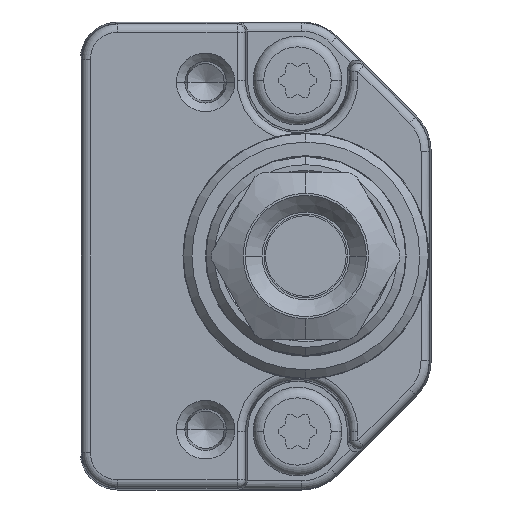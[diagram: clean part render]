
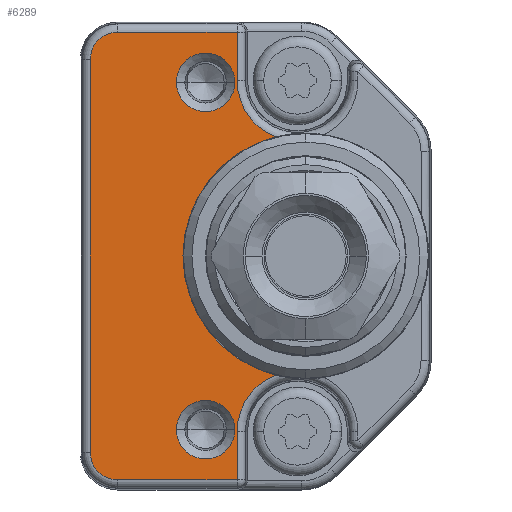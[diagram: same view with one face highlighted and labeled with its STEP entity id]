
A CAD part, left-side view. The second image highlights one B-rep face of the part: STEP entity #6289.
In plain terms, the highlighted planar face has unit normal (-1, 0, 0).
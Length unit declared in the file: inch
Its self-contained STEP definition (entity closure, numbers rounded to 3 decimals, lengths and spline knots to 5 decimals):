
#290=DIRECTION('',(0.,0.,1.));
#291=VECTOR('',#290,0.11399);
#292=CARTESIAN_POINT('',(-0.49213,0.45723,
-0.52737));
#293=LINE('',#292,#291);
#294=DIRECTION('',(0.,-1.,0.));
#295=VECTOR('',#294,0.28096);
#296=CARTESIAN_POINT('',(-0.49213,0.73819,
-0.52737));
#297=LINE('',#296,#295);
#298=CARTESIAN_POINT('',(-0.49213,0.73819,
-0.4626));
#299=DIRECTION('',(-1.,0.,0.));
#300=DIRECTION('',(0.,1.,0.));
#301=AXIS2_PLACEMENT_3D('',#298,#299,#300);
#303=DIRECTION('',(0.,0.,-1.));
#304=VECTOR('',#303,0.9252);
#305=CARTESIAN_POINT('',(-0.49213,0.80296,
0.4626));
#306=LINE('',#305,#304);
#307=CARTESIAN_POINT('',(-0.49213,0.73819,
0.4626));
#308=DIRECTION('',(-1.,0.,0.));
#309=DIRECTION('',(0.,0.,1.));
#310=AXIS2_PLACEMENT_3D('',#307,#308,#309);
#312=DIRECTION('',(0.,1.,0.));
#313=VECTOR('',#312,0.28096);
#314=CARTESIAN_POINT('',(-0.49213,0.45723,
0.52737));
#315=LINE('',#314,#313);
#316=DIRECTION('',(0.,0.,1.));
#317=VECTOR('',#316,0.11399);
#318=CARTESIAN_POINT('',(-0.49213,0.45723,
0.41339));
#319=LINE('',#318,#317);
#320=CARTESIAN_POINT('',(-0.49213,0.31496,
0.41339));
#321=DIRECTION('',(1.,0.,0.));
#322=DIRECTION('',(0.,0.359,-0.933));
#323=AXIS2_PLACEMENT_3D('',#320,#321,#322);
#325=CARTESIAN_POINT('',(-0.49213,0.29528,0.));
#326=DIRECTION('',(-1.,0.,0.));
#327=DIRECTION('',(0.,0.244,0.97));
#328=AXIS2_PLACEMENT_3D('',#325,#326,#327);
#330=CARTESIAN_POINT('',(-0.49213,0.31496,
-0.41339));
#331=DIRECTION('',(1.,0.,0.));
#332=DIRECTION('',(0.,1.,0.));
#333=AXIS2_PLACEMENT_3D('',#330,#331,#332);
#335=CARTESIAN_POINT('',(-0.49213,0.5315,
-0.40915));
#336=DIRECTION('',(1.,0.,0.));
#337=DIRECTION('',(0.,-1.,0.));
#338=AXIS2_PLACEMENT_3D('',#335,#336,#337);
#340=CARTESIAN_POINT('',(-0.49213,0.5315,
-0.40915));
#341=DIRECTION('',(1.,0.,0.));
#342=DIRECTION('',(0.,1.,0.));
#343=AXIS2_PLACEMENT_3D('',#340,#341,#342);
#345=CARTESIAN_POINT('',(-0.49213,0.5315,
0.40915));
#346=DIRECTION('',(1.,0.,0.));
#347=DIRECTION('',(0.,-1.,0.));
#348=AXIS2_PLACEMENT_3D('',#345,#346,#347);
#350=CARTESIAN_POINT('',(-0.49213,0.5315,
0.40915));
#351=DIRECTION('',(1.,0.,0.));
#352=DIRECTION('',(0.,1.,0.));
#353=AXIS2_PLACEMENT_3D('',#350,#351,#352);
#4978=CARTESIAN_POINT('',(-0.49213,0.80296,
-0.4626));
#4979=CARTESIAN_POINT('',(-0.49213,0.73819,
-0.52737));
#4980=VERTEX_POINT('',#4978);
#4981=VERTEX_POINT('',#4979);
#4986=CARTESIAN_POINT('',(-0.49213,0.80296,
0.4626));
#4987=VERTEX_POINT('',#4986);
#4990=CARTESIAN_POINT('',(-0.49213,0.73819,
0.52737));
#4991=VERTEX_POINT('',#4990);
#5018=CARTESIAN_POINT('',(-0.49213,0.45723,
-0.52737));
#5019=CARTESIAN_POINT('',(-0.49213,0.45723,
-0.41339));
#5020=VERTEX_POINT('',#5018);
#5021=VERTEX_POINT('',#5019);
#5043=CARTESIAN_POINT('',(-0.49213,0.366,
-0.28059));
#5044=VERTEX_POINT('',#5043);
#5059=CARTESIAN_POINT('',(-0.49213,0.45723,
0.41339));
#5060=CARTESIAN_POINT('',(-0.49213,0.45723,
0.52737));
#5061=VERTEX_POINT('',#5059);
#5062=VERTEX_POINT('',#5060);
#5083=CARTESIAN_POINT('',(-0.49213,0.366,
0.28059));
#5084=VERTEX_POINT('',#5083);
#5127=CARTESIAN_POINT('',(-0.49213,0.4626,
-0.40915));
#5128=CARTESIAN_POINT('',(-0.49213,0.60039,
-0.40915));
#5129=VERTEX_POINT('',#5127);
#5130=VERTEX_POINT('',#5128);
#5135=CARTESIAN_POINT('',(-0.49213,0.4626,
0.40915));
#5136=CARTESIAN_POINT('',(-0.49213,0.60039,
0.40915));
#5137=VERTEX_POINT('',#5135);
#5138=VERTEX_POINT('',#5136);
#6251=CARTESIAN_POINT('',(-0.49213,0.,0.));
#6252=DIRECTION('',(-1.,0.,0.));
#6253=DIRECTION('',(0.,0.,1.));
#6254=AXIS2_PLACEMENT_3D('',#6251,#6252,#6253);
#6255=PLANE('',#6254);
#6257=ORIENTED_EDGE('',*,*,#6256,.F.);
#6259=ORIENTED_EDGE('',*,*,#6258,.F.);
#6261=ORIENTED_EDGE('',*,*,#6260,.F.);
#6262=ORIENTED_EDGE('',*,*,#6241,.F.);
#6264=ORIENTED_EDGE('',*,*,#6263,.F.);
#6266=ORIENTED_EDGE('',*,*,#6265,.F.);
#6268=ORIENTED_EDGE('',*,*,#6267,.F.);
#6270=ORIENTED_EDGE('',*,*,#6269,.F.);
#6272=ORIENTED_EDGE('',*,*,#6271,.T.);
#6274=ORIENTED_EDGE('',*,*,#6273,.F.);
#6275=EDGE_LOOP('',(#6257,#6259,#6261,#6262,#6264,#6266,#6268,#6270,#6272,
#6274));
#6276=FACE_OUTER_BOUND('',#6275,.F.);
#6278=ORIENTED_EDGE('',*,*,#6277,.F.);
#6280=ORIENTED_EDGE('',*,*,#6279,.F.);
#6281=EDGE_LOOP('',(#6278,#6280));
#6282=FACE_BOUND('',#6281,.F.);
#6284=ORIENTED_EDGE('',*,*,#6283,.F.);
#6286=ORIENTED_EDGE('',*,*,#6285,.F.);
#6287=EDGE_LOOP('',(#6284,#6286));
#6288=FACE_BOUND('',#6287,.F.);
#6289=ADVANCED_FACE('',(#6276,#6282,#6288),#6255,.T.);
#302=CIRCLE('',#301,0.06477);
#311=CIRCLE('',#310,0.06477);
#324=CIRCLE('',#323,0.14227);
#329=CIRCLE('',#328,0.28937);
#334=CIRCLE('',#333,0.14227);
#339=CIRCLE('',#338,0.0689);
#344=CIRCLE('',#343,0.0689);
#349=CIRCLE('',#348,0.0689);
#354=CIRCLE('',#353,0.0689);
#6241=EDGE_CURVE('',#4987,#4980,#306,.T.);
#6256=EDGE_CURVE('',#5020,#5021,#293,.T.);
#6258=EDGE_CURVE('',#4981,#5020,#297,.T.);
#6260=EDGE_CURVE('',#4980,#4981,#302,.T.);
#6263=EDGE_CURVE('',#4991,#4987,#311,.T.);
#6265=EDGE_CURVE('',#5062,#4991,#315,.T.);
#6267=EDGE_CURVE('',#5061,#5062,#319,.T.);
#6269=EDGE_CURVE('',#5084,#5061,#324,.T.);
#6271=EDGE_CURVE('',#5084,#5044,#329,.T.);
#6273=EDGE_CURVE('',#5021,#5044,#334,.T.);
#6277=EDGE_CURVE('',#5129,#5130,#339,.T.);
#6279=EDGE_CURVE('',#5130,#5129,#344,.T.);
#6283=EDGE_CURVE('',#5137,#5138,#349,.T.);
#6285=EDGE_CURVE('',#5138,#5137,#354,.T.);
